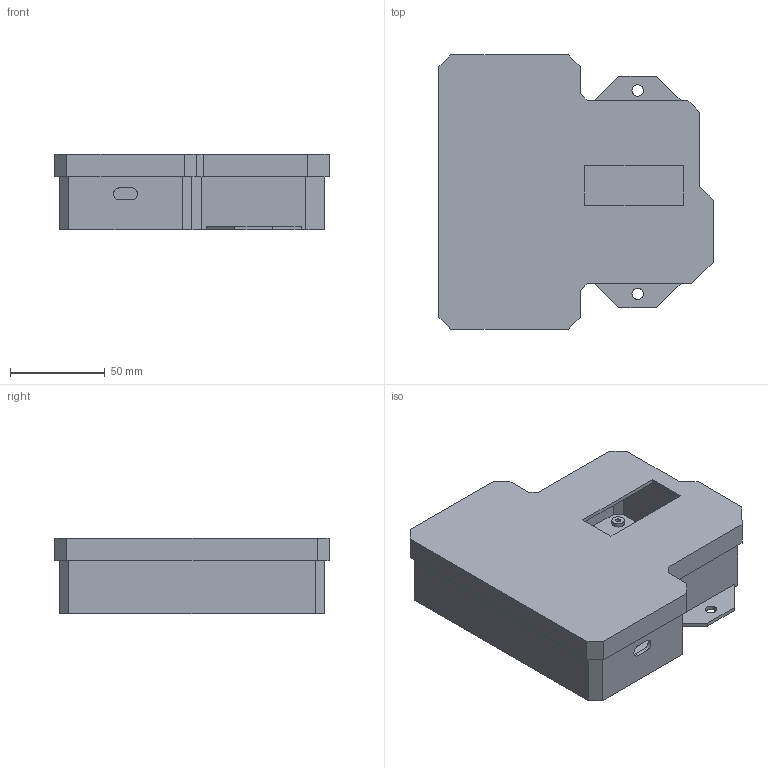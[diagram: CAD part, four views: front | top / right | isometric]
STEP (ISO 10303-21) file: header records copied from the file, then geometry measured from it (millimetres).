
FILE_DESCRIPTION(/* description */ (''),/* implementation_level */ '2;1');
FILE_NAME(/* name */ 'ENCLOS~1',/* time_stamp */ '2018-12-02T16:17:18-05:00',/* author */ (''),/* organization */ (''),/* preprocessor_version */ 'ST-DEVELOPER v15',/* originating_system */ '',/* authorisation */ '');
FILE_SCHEMA (('AUTOMOTIVE_DESIGN'));
Length unit declared in the file: millimetre
Products named in the file (1): Document
Bounding box: 144.5 x 144.5 x 40 mm (x, y, z)
Volume: 121966.7 mm3; surface area: 125599 mm2
Topology: 9 solids, 9 shells, 137 faces, 371 edges, 255 vertices
Faces by surface type: plane 113, bspline 24
Entity records: 4062 total; most frequent: CARTESIAN_POINT 1626, ORIENTED_EDGE 702, EDGE_CURVE 351, B_SPLINE_CURVE_WITH_KNOTS 288, VERTEX_POINT 234, EDGE_LOOP 155, ADVANCED_FACE 137, FACE_OUTER_BOUND 137
